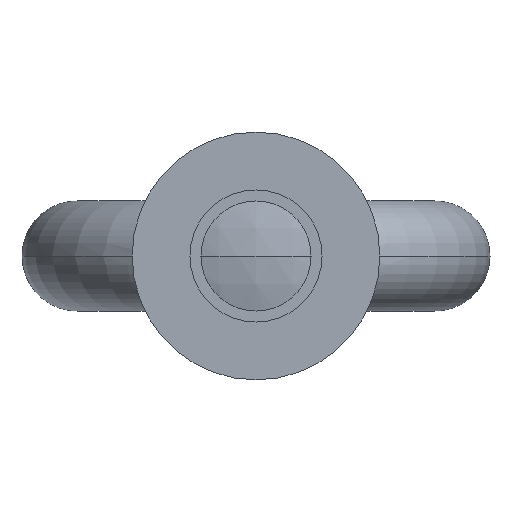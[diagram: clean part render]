
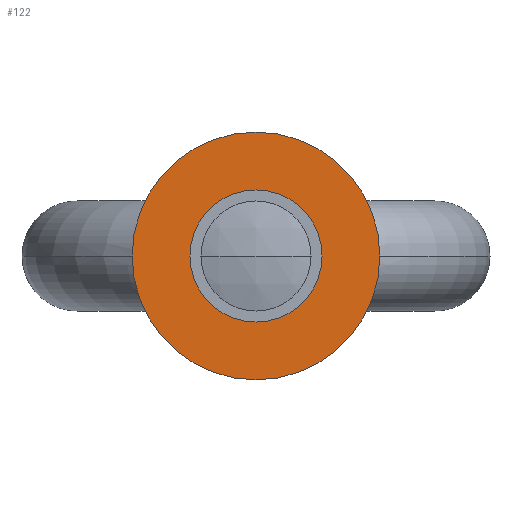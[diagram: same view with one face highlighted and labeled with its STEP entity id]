
A CAD part, front view. The second image highlights one B-rep face of the part: STEP entity #122.
In plain terms, the highlighted planar face has unit normal (0, -1, 0).
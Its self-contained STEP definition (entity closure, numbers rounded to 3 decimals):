
#71 = EDGE_CURVE ( 'NONE', #287, #283, #424, .T. ) ;
#72 = ORIENTED_EDGE ( 'NONE', *, *, #289, .F. ) ;
#87 = VERTEX_POINT ( 'NONE', #554 ) ;
#89 = EDGE_CURVE ( 'NONE', #87, #90, #553, .T. ) ;
#90 = VERTEX_POINT ( 'NONE', #548 ) ;
#122 = ADVANCED_FACE ( 'NONE', ( #416, #415 ), #414, .F. ) ;
#204 = EDGE_LOOP ( 'NONE', ( #205, #207 ) ) ;
#205 = ORIENTED_EDGE ( 'NONE', *, *, #206, .F. ) ;
#206 = EDGE_CURVE ( 'NONE', #90, #87, #633, .T. ) ;
#207 = ORIENTED_EDGE ( 'NONE', *, *, #89, .F. ) ;
#208 = EDGE_LOOP ( 'NONE', ( #209, #72 ) ) ;
#209 = ORIENTED_EDGE ( 'NONE', *, *, #71, .F. ) ;
#283 = VERTEX_POINT ( 'NONE', #624 ) ;
#287 = VERTEX_POINT ( 'NONE', #528 ) ;
#289 = EDGE_CURVE ( 'NONE', #283, #287, #526, .T. ) ;
#410 = DIRECTION ( 'NONE',  ( 0., 0., 1. ) ) ;
#411 = DIRECTION ( 'NONE',  ( 0., 1., 0. ) ) ;
#412 = CARTESIAN_POINT ( 'NONE',  ( 0., -85., 0. ) ) ;
#413 = AXIS2_PLACEMENT_3D ( 'NONE', #412, #411, #410 ) ;
#414 = PLANE ( 'NONE',  #413 ) ;
#415 = FACE_BOUND ( 'NONE', #208, .T. ) ;
#416 = FACE_OUTER_BOUND ( 'NONE', #204, .T. ) ;
#422 = CARTESIAN_POINT ( 'NONE',  ( 0., -85., 0. ) ) ;
#423 = AXIS2_PLACEMENT_3D ( 'NONE', #422, #434, #433 ) ;
#424 = CIRCLE ( 'NONE', #423, 20. ) ;
#433 = DIRECTION ( 'NONE',  ( 0., 0., 1. ) ) ;
#434 = DIRECTION ( 'NONE',  ( 0., -1., 0. ) ) ;
#522 = DIRECTION ( 'NONE',  ( 0., 0., 1. ) ) ;
#523 = DIRECTION ( 'NONE',  ( 0., -1., 0. ) ) ;
#524 = CARTESIAN_POINT ( 'NONE',  ( 0., -85., 0. ) ) ;
#525 = AXIS2_PLACEMENT_3D ( 'NONE', #524, #523, #522 ) ;
#526 = CIRCLE ( 'NONE', #525, 20. ) ;
#528 = CARTESIAN_POINT ( 'NONE',  ( 0., -85., 20. ) ) ;
#548 = CARTESIAN_POINT ( 'NONE',  ( 0., -85., -45. ) ) ;
#549 = DIRECTION ( 'NONE',  ( 0., 0., 1. ) ) ;
#550 = DIRECTION ( 'NONE',  ( 0., 1., 0. ) ) ;
#551 = CARTESIAN_POINT ( 'NONE',  ( 0., -85., 0. ) ) ;
#552 = AXIS2_PLACEMENT_3D ( 'NONE', #551, #550, #549 ) ;
#553 = CIRCLE ( 'NONE', #552, 45. ) ;
#554 = CARTESIAN_POINT ( 'NONE',  ( 0., -85., 45. ) ) ;
#624 = CARTESIAN_POINT ( 'NONE',  ( 0., -85., -20. ) ) ;
#629 = DIRECTION ( 'NONE',  ( 0., 0., 1. ) ) ;
#630 = DIRECTION ( 'NONE',  ( 0., 1., 0. ) ) ;
#631 = CARTESIAN_POINT ( 'NONE',  ( 0., -85., 0. ) ) ;
#632 = AXIS2_PLACEMENT_3D ( 'NONE', #631, #630, #629 ) ;
#633 = CIRCLE ( 'NONE', #632, 45. ) ;
